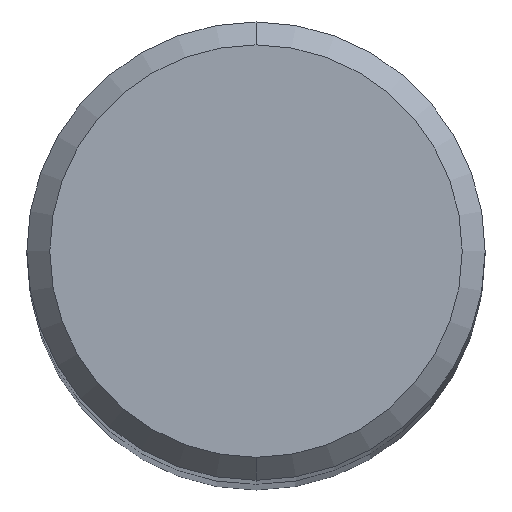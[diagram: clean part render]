
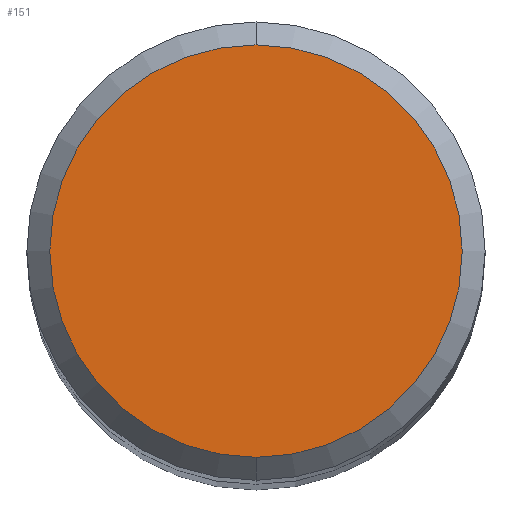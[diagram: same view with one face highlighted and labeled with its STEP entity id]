
A CAD part, top view. The second image highlights one B-rep face of the part: STEP entity #151.
In plain terms, the highlighted planar face has unit normal (0, 0, 1).
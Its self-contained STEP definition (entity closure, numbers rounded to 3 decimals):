
#151=ADVANCED_FACE('',(#307),#308,.T.);
#171=EDGE_CURVE('',#197,#175,#332,.T.);
#175=VERTEX_POINT('',#337);
#187=EDGE_CURVE('',#175,#197,#351,.T.);
#197=VERTEX_POINT('',#362);
#307=FACE_OUTER_BOUND('',#484,.T.);
#308=PLANE('',#485);
#332=CIRCLE('',#515,3.6);
#337=CARTESIAN_POINT('',(0.0,3.6,0.));
#351=CIRCLE('',#536,3.6);
#362=CARTESIAN_POINT('',(0.,-3.6,0.));
#484=EDGE_LOOP('',(#667,#668));
#485=AXIS2_PLACEMENT_3D('',#669,#670,#671);
#515=AXIS2_PLACEMENT_3D('',#709,#710,#711);
#536=AXIS2_PLACEMENT_3D('',#737,#738,#739);
#667=ORIENTED_EDGE('',*,*,#187,.F.);
#668=ORIENTED_EDGE('',*,*,#171,.F.);
#669=CARTESIAN_POINT('',(0.0,1.8,0.));
#670=DIRECTION('',(-0.0,0.0,1.0));
#671=DIRECTION('',(0.0,-1.0,0.0));
#709=CARTESIAN_POINT('',(0.0,0.0,0.));
#710=DIRECTION('',(0.0,0.0,-1.0));
#711=DIRECTION('',(0.0,1.0,0.0));
#737=CARTESIAN_POINT('',(0.0,0.0,0.));
#738=DIRECTION('',(0.0,0.0,-1.0));
#739=DIRECTION('',(0.0,1.0,0.0));
